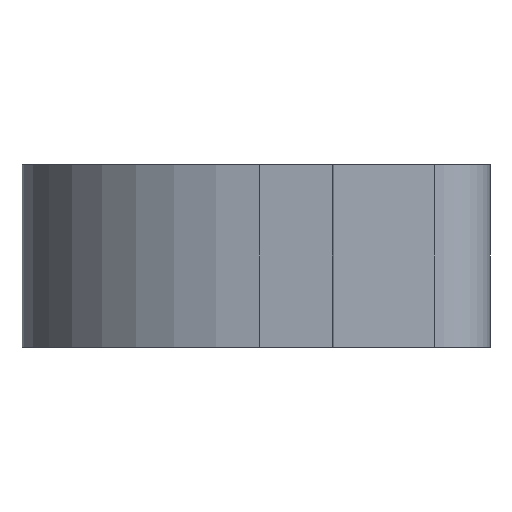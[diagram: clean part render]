
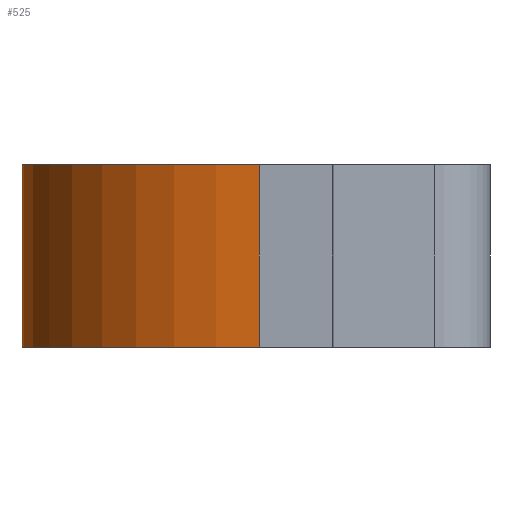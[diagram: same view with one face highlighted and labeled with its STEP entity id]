
A CAD part, left-side view. The second image highlights one B-rep face of the part: STEP entity #525.
In plain terms, the highlighted cylindrical face has radius 20 mm (diameter 40 mm), a partial arc.
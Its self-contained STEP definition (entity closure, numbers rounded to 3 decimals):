
#15 = CYLINDRICAL_SURFACE ( 'NONE', #390, 20. ) ;
#63 = ORIENTED_EDGE ( 'NONE', *, *, #228, .T. ) ;
#94 = ORIENTED_EDGE ( 'NONE', *, *, #208, .F. ) ;
#96 = VECTOR ( 'NONE', #328, 1000. ) ;
#99 = VERTEX_POINT ( 'NONE', #535 ) ;
#100 = EDGE_LOOP ( 'NONE', ( #63, #264, #94, #109 ) ) ;
#105 = CIRCLE ( 'NONE', #486, 20. ) ;
#109 = ORIENTED_EDGE ( 'NONE', *, *, #118, .T. ) ;
#118 = EDGE_CURVE ( 'NONE', #99, #402, #222, .T. ) ;
#160 = LINE ( 'NONE', #235, #96 ) ;
#201 = VECTOR ( 'NONE', #397, 1000. ) ;
#208 = EDGE_CURVE ( 'NONE', #99, #296, #105, .T. ) ;
#217 = VERTEX_POINT ( 'NONE', #247 ) ;
#222 = LINE ( 'NONE', #362, #201 ) ;
#228 = EDGE_CURVE ( 'NONE', #402, #217, #566, .T. ) ;
#235 = CARTESIAN_POINT ( 'NONE',  ( -19.924, 1.743, 7. ) ) ;
#239 = EDGE_CURVE ( 'NONE', #296, #217, #160, .T. ) ;
#247 = CARTESIAN_POINT ( 'NONE',  ( -19.924, 1.743, -7. ) ) ;
#264 = ORIENTED_EDGE ( 'NONE', *, *, #239, .F. ) ;
#268 = CARTESIAN_POINT ( 'NONE',  ( 0., 0., 7. ) ) ;
#296 = VERTEX_POINT ( 'NONE', #614 ) ;
#313 = DIRECTION ( 'NONE',  ( 1., 0., 0. ) ) ;
#326 = CARTESIAN_POINT ( 'NONE',  ( 0., 0., -7. ) ) ;
#328 = DIRECTION ( 'NONE',  ( 0., 0., -1. ) ) ;
#336 = DIRECTION ( 'NONE',  ( 1., 0., 0. ) ) ;
#350 = DIRECTION ( 'NONE',  ( 0., 0., 1. ) ) ;
#362 = CARTESIAN_POINT ( 'NONE',  ( 20., 0., 7. ) ) ;
#390 = AXIS2_PLACEMENT_3D ( 'NONE', #508, #523, #492 ) ;
#397 = DIRECTION ( 'NONE',  ( 0., 0., -1. ) ) ;
#402 = VERTEX_POINT ( 'NONE', #410 ) ;
#410 = CARTESIAN_POINT ( 'NONE',  ( 20., 0., -7. ) ) ;
#485 = DIRECTION ( 'NONE',  ( 0., 0., 1. ) ) ;
#486 = AXIS2_PLACEMENT_3D ( 'NONE', #268, #485, #313 ) ;
#492 = DIRECTION ( 'NONE',  ( -1., 0., 0. ) ) ;
#508 = CARTESIAN_POINT ( 'NONE',  ( 0., 0., 7. ) ) ;
#523 = DIRECTION ( 'NONE',  ( 0., 0., -1. ) ) ;
#525 = ADVANCED_FACE ( 'NONE', ( #559 ), #15, .T. ) ;
#535 = CARTESIAN_POINT ( 'NONE',  ( 20., 0., 7. ) ) ;
#559 = FACE_OUTER_BOUND ( 'NONE', #100, .T. ) ;
#566 = CIRCLE ( 'NONE', #600, 20. ) ;
#600 = AXIS2_PLACEMENT_3D ( 'NONE', #326, #350, #336 ) ;
#614 = CARTESIAN_POINT ( 'NONE',  ( -19.924, 1.743, 7. ) ) ;
